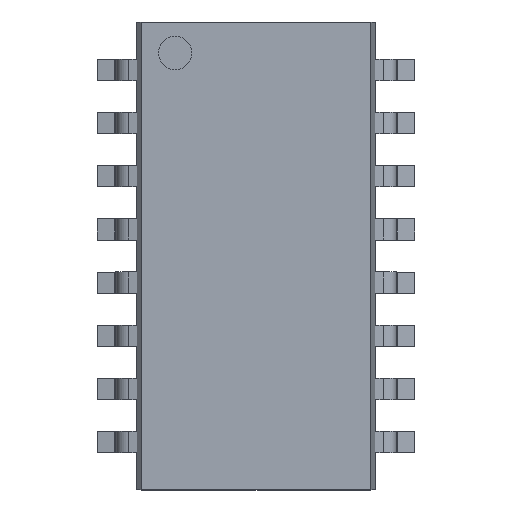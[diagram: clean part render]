
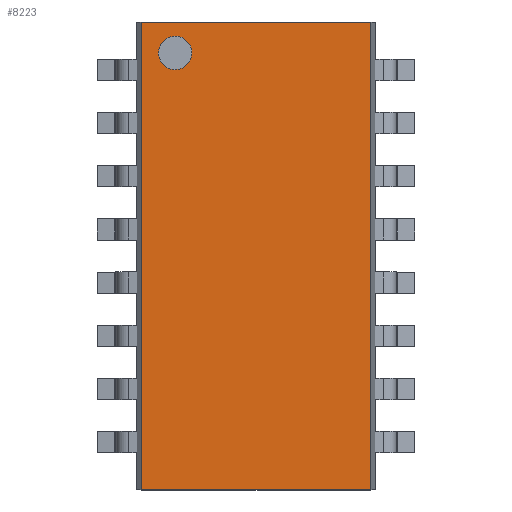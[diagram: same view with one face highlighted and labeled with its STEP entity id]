
A CAD part, top view. The second image highlights one B-rep face of the part: STEP entity #8223.
In plain terms, the highlighted planar face has unit normal (0, 0, 1).
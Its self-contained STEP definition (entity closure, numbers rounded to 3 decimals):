
#8047=CARTESIAN_POINT('',(-2.331,4.85,2.03));
#8048=VERTEX_POINT('',#8047);
#8057=CARTESIAN_POINT('',(-1.531,4.85,2.03));
#8058=VERTEX_POINT('',#8057);
#8059=CARTESIAN_POINT('',(-1.931,4.85,2.03));
#8060=DIRECTION('',(0.0,0.0,-1.0));
#8061=DIRECTION('',(-1.0,0.0,0.0));
#8062=AXIS2_PLACEMENT_3D('',#8059,#8060,#8061);
#8063=CIRCLE('',#8062,0.4);
#8064=EDGE_CURVE('',#8058,#8048,#8063,.T.);
#8098=CARTESIAN_POINT('',(-1.931,4.85,2.03));
#8099=DIRECTION('',(0.0,0.0,-1.0));
#8100=DIRECTION('',(-1.0,0.0,0.0));
#8101=AXIS2_PLACEMENT_3D('',#8098,#8099,#8100);
#8102=CIRCLE('',#8101,0.4);
#8103=EDGE_CURVE('',#8048,#8058,#8102,.T.);
#8163=CARTESIAN_POINT('',(2.746,5.588,2.03));
#8164=VERTEX_POINT('',#8163);
#8171=CARTESIAN_POINT('',(2.746,-5.588,2.03));
#8172=VERTEX_POINT('',#8171);
#8173=CARTESIAN_POINT('',(2.746,-5.588,2.03));
#8174=DIRECTION('',(0.0,1.0,0.0));
#8175=VECTOR('',#8174,11.176);
#8176=LINE('',#8173,#8175);
#8177=EDGE_CURVE('',#8172,#8164,#8176,.T.);
#8189=CARTESIAN_POINT('',(2.731,-5.65,2.03));
#8190=DIRECTION('',(0.0,0.0,1.0));
#8191=DIRECTION('',(1.0,0.0,0.0));
#8192=AXIS2_PLACEMENT_3D('',#8189,#8190,#8191);
#8193=PLANE('',#8192);
#8194=CARTESIAN_POINT('',(-2.746,5.588,2.03));
#8195=VERTEX_POINT('',#8194);
#8196=CARTESIAN_POINT('',(2.746,5.588,2.03));
#8197=DIRECTION('',(-1.0,0.0,0.0));
#8198=VECTOR('',#8197,5.491);
#8199=LINE('',#8196,#8198);
#8200=EDGE_CURVE('',#8164,#8195,#8199,.T.);
#8201=ORIENTED_EDGE('',*,*,#8200,.T.);
#8202=CARTESIAN_POINT('',(-2.746,-5.588,2.03));
#8203=VERTEX_POINT('',#8202);
#8204=CARTESIAN_POINT('',(-2.746,5.588,2.03));
#8205=DIRECTION('',(0.0,-1.0,0.0));
#8206=VECTOR('',#8205,11.176);
#8207=LINE('',#8204,#8206);
#8208=EDGE_CURVE('',#8203,#8195,#8207,.F.);
#8209=ORIENTED_EDGE('',*,*,#8208,.F.);
#8210=CARTESIAN_POINT('',(2.746,-5.588,2.03));
#8211=DIRECTION('',(-1.0,0.0,0.0));
#8212=VECTOR('',#8211,5.491);
#8213=LINE('',#8210,#8212);
#8214=EDGE_CURVE('',#8172,#8203,#8213,.T.);
#8215=ORIENTED_EDGE('',*,*,#8214,.F.);
#8216=ORIENTED_EDGE('',*,*,#8177,.T.);
#8217=EDGE_LOOP('',(#8201,#8209,#8215,#8216));
#8218=FACE_OUTER_BOUND('',#8217,.T.);
#8219=ORIENTED_EDGE('',*,*,#8103,.T.);
#8220=ORIENTED_EDGE('',*,*,#8064,.T.);
#8221=EDGE_LOOP('',(#8219,#8220));
#8222=FACE_BOUND('',#8221,.T.);
#8223=ADVANCED_FACE('',(#8218,#8222),#8193,.T.);
